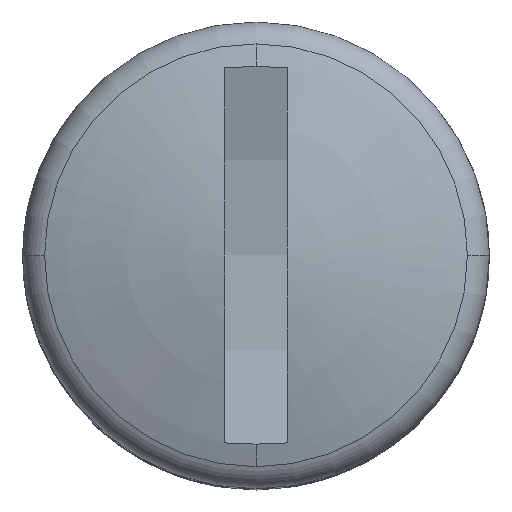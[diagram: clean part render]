
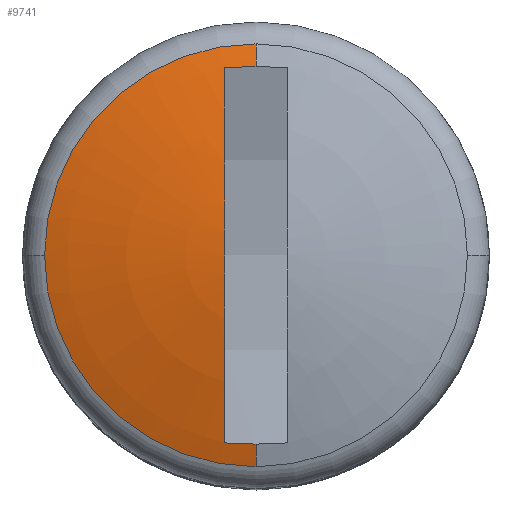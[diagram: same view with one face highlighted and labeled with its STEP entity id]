
A CAD part, top view. The second image highlights one B-rep face of the part: STEP entity #9741.
In plain terms, the highlighted toroidal (fillet/blend) face has major radius 2.086 mm and minor radius 30 mm.
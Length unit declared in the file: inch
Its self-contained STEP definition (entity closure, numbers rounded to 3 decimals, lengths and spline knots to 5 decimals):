
#2370 = CARTESIAN_POINT ( 'NONE',  ( -0.01312, 0.23894, 1.00169 ) ) ;
#2371 = CARTESIAN_POINT ( 'NONE',  ( -0.02625, 0.23843, 1.00153 ) ) ;
#2580 = CARTESIAN_POINT ( 'NONE',  ( 0., 0.23894, 1.00169 ) ) ;
#2606 = CARTESIAN_POINT ( 'NONE',  ( -0.03937, 0.23741, 1.00121 ) ) ;
#2607 = CARTESIAN_POINT ( 'NONE',  ( -0.03937, 0.1985, 1.01211 ) ) ;
#2608 = CARTESIAN_POINT ( 'NONE',  ( -0.03937, 0.15907, 1.021 ) ) ;
#2609 = CARTESIAN_POINT ( 'NONE',  ( -0.03937, 0.0192, 1.03995 ) ) ;
#2610 = CARTESIAN_POINT ( 'NONE',  ( -0.03937, -0.02123, 1.03985 ) ) ;
#2611 = CARTESIAN_POINT ( 'NONE',  ( -0.03937, 0.09947, 1.03112 ) ) ;
#2612 = CARTESIAN_POINT ( 'NONE',  ( -0.03937, 0.07952, 1.03397 ) ) ;
#2613 = CARTESIAN_POINT ( 'NONE',  ( -0.03937, 0.03939, 1.03835 ) ) ;
#2614 = B_SPLINE_CURVE_WITH_KNOTS ( 'NONE', 3,
 ( #2619, #2625, #2624, #2618, #2617, #2616, #2610, #2609, #2613, #2612, #2611, #2608, #2607, #2606 ),
 .UNSPECIFIED., .F., .F.,
 ( 4, 2, 2, 2, 2, 2, 4 ),
 ( 0., 0.00304, 0.00456, 0.00608, 0.00761, 0.00913, 0.01217 ),
 .UNSPECIFIED. ) ;
#2616 = CARTESIAN_POINT ( 'NONE',  ( -0.03937, -0.04119, 1.03819 ) ) ;
#2617 = CARTESIAN_POINT ( 'NONE',  ( -0.03937, -0.08092, 1.03378 ) ) ;
#2618 = CARTESIAN_POINT ( 'NONE',  ( -0.03937, -0.10068, 1.03093 ) ) ;
#2619 = CARTESIAN_POINT ( 'NONE',  ( -0.03937, -0.23741, 1.00121 ) ) ;
#2624 = CARTESIAN_POINT ( 'NONE',  ( -0.03937, -0.15971, 1.02086 ) ) ;
#2625 = CARTESIAN_POINT ( 'NONE',  ( -0.03937, -0.19872, 1.01205 ) ) ;
#2709 = CARTESIAN_POINT ( 'NONE',  ( 0., 0., -0.13494 ) ) ;
#2716 = AXIS2_PLACEMENT_3D ( 'NONE', #2709, #2722, #2721 ) ;
#2719 = TOROIDAL_SURFACE ( 'NONE', #2716, -0.08211, 1.1811 ) ;
#2720 = FACE_OUTER_BOUND ( 'NONE', #9691, .T. ) ;
#2721 = DIRECTION ( 'NONE',  ( 0., -1., 0. ) ) ;
#2722 = DIRECTION ( 'NONE',  ( 0., 0., 1. ) ) ;
#2723 = CARTESIAN_POINT ( 'NONE',  ( -0.03937, 0.23741, 1.00121 ) ) ;
#2728 = CARTESIAN_POINT ( 'NONE',  ( 0., -0.23894, 1.00169 ) ) ;
#2729 = B_SPLINE_CURVE_WITH_KNOTS ( 'NONE', 3,
 ( #2723, #2371, #2370, #2580 ),
 .UNSPECIFIED., .F., .F.,
 ( 4, 4 ),
 ( 0., 0.001 ),
 .UNSPECIFIED. ) ;
#2759 = CARTESIAN_POINT ( 'NONE',  ( -0.03937, -0.23741, 1.00121 ) ) ;
#3423 = DIRECTION ( 'NONE',  ( 0., 1., 0. ) ) ;
#3434 = DIRECTION ( 'NONE',  ( 0., 0., -1. ) ) ;
#3473 = CARTESIAN_POINT ( 'NONE',  ( 0., 0., 0.99322 ) ) ;
#3474 = AXIS2_PLACEMENT_3D ( 'NONE', #3473, #3434, #3423 ) ;
#3475 = CIRCLE ( 'NONE', #3474, 0.26756 ) ;
#3523 = CARTESIAN_POINT ( 'NONE',  ( -0.03937, -0.23741, 1.00121 ) ) ;
#3524 = CARTESIAN_POINT ( 'NONE',  ( -0.02625, -0.23843, 1.00153 ) ) ;
#3630 = B_SPLINE_CURVE_WITH_KNOTS ( 'NONE', 3,
 ( #3636, #3635, #3524, #3523 ),
 .UNSPECIFIED., .F., .F.,
 ( 4, 4 ),
 ( 0.001, 0.002 ),
 .UNSPECIFIED. ) ;
#3635 = CARTESIAN_POINT ( 'NONE',  ( -0.01312, -0.23894, 1.00169 ) ) ;
#3636 = CARTESIAN_POINT ( 'NONE',  ( 0., -0.23894, 1.00169 ) ) ;
#3717 = AXIS2_PLACEMENT_3D ( 'NONE', #3728, #3793, #3806 ) ;
#3728 = CARTESIAN_POINT ( 'NONE',  ( 0., 0.08211, -0.13494 ) ) ;
#3771 = CIRCLE ( 'NONE', #3717, 1.1811 ) ;
#3793 = DIRECTION ( 'NONE',  ( -1., 0., 0. ) ) ;
#3806 = DIRECTION ( 'NONE',  ( 0., 0., 1. ) ) ;
#4366 = CARTESIAN_POINT ( 'NONE',  ( 0., -0.26756, 0.99322 ) ) ;
#5356 = DIRECTION ( 'NONE',  ( 0., 1., 0. ) ) ;
#5357 = CARTESIAN_POINT ( 'NONE',  ( -0.03937, 0.23741, 1.00121 ) ) ;
#5377 = DIRECTION ( 'NONE',  ( 0., 0., -1. ) ) ;
#5378 = CARTESIAN_POINT ( 'NONE',  ( 0., 0., 0.99322 ) ) ;
#5379 = AXIS2_PLACEMENT_3D ( 'NONE', #5378, #5377, #5356 ) ;
#5380 = CIRCLE ( 'NONE', #5379, 0.26756 ) ;
#7255 = CARTESIAN_POINT ( 'NONE',  ( 0., 0.23894, 1.00169 ) ) ;
#7273 = CARTESIAN_POINT ( 'NONE',  ( -0.26756, 0., 0.99322 ) ) ;
#7327 = CIRCLE ( 'NONE', #7331, 1.1811 ) ;
#7328 = DIRECTION ( 'NONE',  ( 0., 1., 0. ) ) ;
#7331 = AXIS2_PLACEMENT_3D ( 'NONE', #7332, #7333, #7328 ) ;
#7332 = CARTESIAN_POINT ( 'NONE',  ( 0., -0.08211, -0.13494 ) ) ;
#7333 = DIRECTION ( 'NONE',  ( 1., 0., 0. ) ) ;
#7337 = CARTESIAN_POINT ( 'NONE',  ( 0., 0.26756, 0.99322 ) ) ;
#9472 = VERTEX_POINT ( 'NONE', #7273 ) ;
#9479 = VERTEX_POINT ( 'NONE', #7255 ) ;
#9512 = EDGE_CURVE ( 'NONE', #9525, #9479, #7327, .T. ) ;
#9525 = VERTEX_POINT ( 'NONE', #7337 ) ;
#9578 = EDGE_CURVE ( 'NONE', #9748, #9753, #3630, .T. ) ;
#9588 = EDGE_CURVE ( 'NONE', #9606, #9748, #3771, .T. ) ;
#9606 = VERTEX_POINT ( 'NONE', #4366 ) ;
#9609 = ORIENTED_EDGE ( 'NONE', *, *, #9578, .T. ) ;
#9615 = EDGE_CURVE ( 'NONE', #9606, #9472, #3475, .T. ) ;
#9625 = ORIENTED_EDGE ( 'NONE', *, *, #9701, .F. ) ;
#9628 = ORIENTED_EDGE ( 'NONE', *, *, #9715, .T. ) ;
#9655 = ORIENTED_EDGE ( 'NONE', *, *, #9512, .F. ) ;
#9679 = ORIENTED_EDGE ( 'NONE', *, *, #9615, .F. ) ;
#9685 = ORIENTED_EDGE ( 'NONE', *, *, #9588, .T. ) ;
#9691 = EDGE_LOOP ( 'NONE', ( #9655, #9625, #9679, #9685, #9609, #9628, #9830 ) ) ;
#9700 = VERTEX_POINT ( 'NONE', #5357 ) ;
#9701 = EDGE_CURVE ( 'NONE', #9472, #9525, #5380, .T. ) ;
#9715 = EDGE_CURVE ( 'NONE', #9753, #9700, #2614, .T. ) ;
#9741 = ADVANCED_FACE ( 'NONE', ( #2720 ), #2719, .T. ) ;
#9748 = VERTEX_POINT ( 'NONE', #2728 ) ;
#9751 = EDGE_CURVE ( 'NONE', #9700, #9479, #2729, .T. ) ;
#9753 = VERTEX_POINT ( 'NONE', #2759 ) ;
#9830 = ORIENTED_EDGE ( 'NONE', *, *, #9751, .T. ) ;
